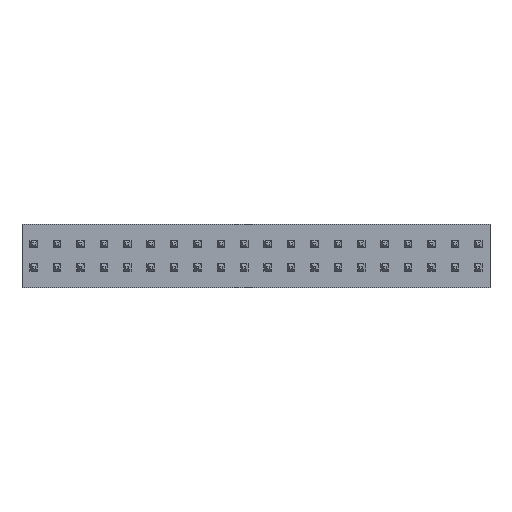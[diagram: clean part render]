
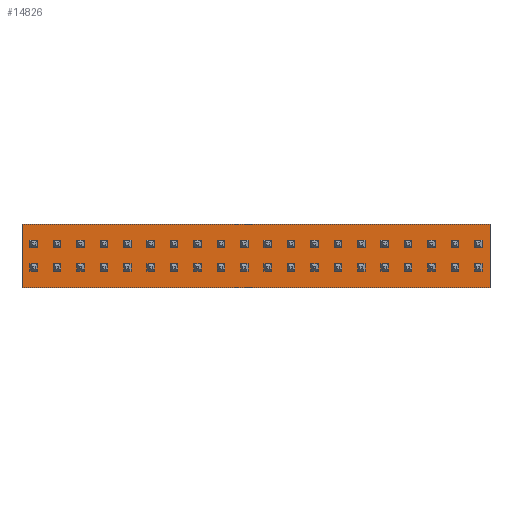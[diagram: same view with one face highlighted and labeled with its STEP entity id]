
A CAD part, top view. The second image highlights one B-rep face of the part: STEP entity #14826.
In plain terms, the highlighted face is planar.
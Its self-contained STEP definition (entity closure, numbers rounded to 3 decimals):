
#14694 = EDGE_CURVE('',#14695,#14697,#14699,.T.);
#14695 = VERTEX_POINT('',#14696);
#14696 = CARTESIAN_POINT('',(-12.7,1.778,-1.715));
#14697 = VERTEX_POINT('',#14698);
#14698 = CARTESIAN_POINT('',(-12.7,1.778,1.715));
#14699 = LINE('',#14700,#14701);
#14700 = CARTESIAN_POINT('',(-12.7,1.778,-1.715));
#14701 = VECTOR('',#14702,1.);
#14702 = DIRECTION('',(0.,0.,1.));
#14734 = EDGE_CURVE('',#14697,#14735,#14737,.T.);
#14735 = VERTEX_POINT('',#14736);
#14736 = CARTESIAN_POINT('',(12.7,1.778,1.715));
#14737 = LINE('',#14738,#14739);
#14738 = CARTESIAN_POINT('',(-12.7,1.778,1.715));
#14739 = VECTOR('',#14740,1.);
#14740 = DIRECTION('',(1.,0.,0.));
#14765 = EDGE_CURVE('',#14735,#14766,#14768,.T.);
#14766 = VERTEX_POINT('',#14767);
#14767 = CARTESIAN_POINT('',(12.7,1.778,-1.715));
#14768 = LINE('',#14769,#14770);
#14769 = CARTESIAN_POINT('',(12.7,1.778,1.715));
#14770 = VECTOR('',#14771,1.);
#14771 = DIRECTION('',(0.,0.,-1.));
#14796 = EDGE_CURVE('',#14766,#14695,#14797,.T.);
#14797 = LINE('',#14798,#14799);
#14798 = CARTESIAN_POINT('',(12.7,1.778,-1.715));
#14799 = VECTOR('',#14800,1.);
#14800 = DIRECTION('',(-1.,0.,0.));
#14826 = ADVANCED_FACE('',(#14827),#14833,.T.);
#14827 = FACE_BOUND('',#14828,.T.);
#14828 = EDGE_LOOP('',(#14829,#14830,#14831,#14832));
#14829 = ORIENTED_EDGE('',*,*,#14694,.T.);
#14830 = ORIENTED_EDGE('',*,*,#14734,.T.);
#14831 = ORIENTED_EDGE('',*,*,#14765,.T.);
#14832 = ORIENTED_EDGE('',*,*,#14796,.T.);
#14833 = PLANE('',#14834);
#14834 = AXIS2_PLACEMENT_3D('',#14835,#14836,#14837);
#14835 = CARTESIAN_POINT('',(0.,1.778,0.));
#14836 = DIRECTION('',(0.,1.,0.));
#14837 = DIRECTION('',(0.,-0.,1.));
